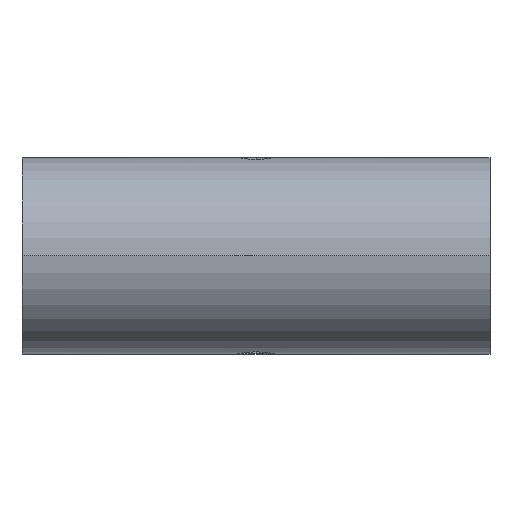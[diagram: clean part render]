
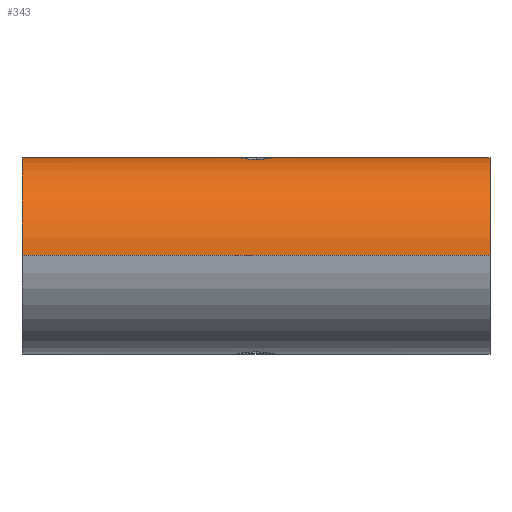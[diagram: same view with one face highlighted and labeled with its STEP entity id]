
A CAD part, top view. The second image highlights one B-rep face of the part: STEP entity #343.
In plain terms, the highlighted cylindrical face has radius 13 mm (diameter 26 mm), a partial arc.
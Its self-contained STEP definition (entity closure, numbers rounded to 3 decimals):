
#8 = AXIS2_PLACEMENT_3D ( 'NONE', #328, #581, #927 ) ;
#23 = ORIENTED_EDGE ( 'NONE', *, *, #695, .T. ) ;
#53 = ORIENTED_EDGE ( 'NONE', *, *, #817, .F. ) ;
#54 = CARTESIAN_POINT ( 'NONE',  ( 29.349, 12.863, 1.884 ) ) ;
#59 = CARTESIAN_POINT ( 'NONE',  ( 33.5, 13., 0.165 ) ) ;
#66 = CARTESIAN_POINT ( 'NONE',  ( 32.526, 12.848, 1.987 ) ) ;
#72 = CARTESIAN_POINT ( 'NONE',  ( 32.108, 12.805, 2.247 ) ) ;
#83 = CARTESIAN_POINT ( 'NONE',  ( 28.754, 12.953, 1.109 ) ) ;
#90 = ORIENTED_EDGE ( 'NONE', *, *, #405, .F. ) ;
#104 = VECTOR ( 'NONE', #176, 1000. ) ;
#111 = LINE ( 'NONE', #388, #1108 ) ;
#135 = CARTESIAN_POINT ( 'NONE',  ( 30.837, 12.757, 2.5 ) ) ;
#170 = CARTESIAN_POINT ( 'NONE',  ( 29.013, 12.911, 1.525 ) ) ;
#176 = DIRECTION ( 'NONE',  ( -1., 0., 0. ) ) ;
#203 = CARTESIAN_POINT ( 'NONE',  ( 62., 13., 0. ) ) ;
#209 = CARTESIAN_POINT ( 'NONE',  ( 62., 0., 0. ) ) ;
#230 = CARTESIAN_POINT ( 'NONE',  ( 28.516, 12.997, 0.33 ) ) ;
#239 = CARTESIAN_POINT ( 'NONE',  ( 33.5, 13., 0. ) ) ;
#240 = ORIENTED_EDGE ( 'NONE', *, *, #500, .F. ) ;
#260 = VECTOR ( 'NONE', #617, 1000. ) ;
#264 = CYLINDRICAL_SURFACE ( 'NONE', #544, 13. ) ;
#272 = LINE ( 'NONE', #947, #104 ) ;
#310 = CARTESIAN_POINT ( 'NONE',  ( 32.882, 12.895, 1.653 ) ) ;
#321 = EDGE_CURVE ( 'NONE', #988, #871, #880, .T. ) ;
#328 = CARTESIAN_POINT ( 'NONE',  ( 62., 0., 0. ) ) ;
#335 = CARTESIAN_POINT ( 'NONE',  ( 30.35, 12.773, 2.419 ) ) ;
#343 = ADVANCED_FACE ( 'NONE', ( #348 ), #264, .T. ) ;
#348 = FACE_OUTER_BOUND ( 'NONE', #1056, .T. ) ;
#388 = CARTESIAN_POINT ( 'NONE',  ( 0., 13., 0. ) ) ;
#395 = CARTESIAN_POINT ( 'NONE',  ( 30.671, 12.761, 2.484 ) ) ;
#401 = ORIENTED_EDGE ( 'NONE', *, *, #431, .F. ) ;
#405 = EDGE_CURVE ( 'NONE', #434, #1061, #111, .T. ) ;
#413 = CARTESIAN_POINT ( 'NONE',  ( 31., 12.757, 2.5 ) ) ;
#419 = CARTESIAN_POINT ( 'NONE',  ( 29.892, 12.805, 2.247 ) ) ;
#431 = EDGE_CURVE ( 'NONE', #871, #510, #858, .T. ) ;
#434 = VERTEX_POINT ( 'NONE', #239 ) ;
#448 = VERTEX_POINT ( 'NONE', #751 ) ;
#479 = CARTESIAN_POINT ( 'NONE',  ( 31., 12.757, 2.5 ) ) ;
#488 = CARTESIAN_POINT ( 'NONE',  ( 32.652, 12.863, 1.884 ) ) ;
#496 = CARTESIAN_POINT ( 'NONE',  ( 62., 0., 13. ) ) ;
#500 = EDGE_CURVE ( 'NONE', #510, #434, #973, .T. ) ;
#502 = CIRCLE ( 'NONE', #8, 13. ) ;
#503 = CARTESIAN_POINT ( 'NONE',  ( 31.657, 12.771, 2.434 ) ) ;
#507 = CIRCLE ( 'NONE', #559, 13. ) ;
#510 = VERTEX_POINT ( 'NONE', #413 ) ;
#513 = CARTESIAN_POINT ( 'NONE',  ( 29.116, 12.895, 1.652 ) ) ;
#544 = AXIS2_PLACEMENT_3D ( 'NONE', #209, #899, #991 ) ;
#559 = AXIS2_PLACEMENT_3D ( 'NONE', #943, #689, #1026 ) ;
#561 = CARTESIAN_POINT ( 'NONE',  ( 33.169, 12.94, 1.254 ) ) ;
#563 = CARTESIAN_POINT ( 'NONE',  ( 28.5, 13., 0. ) ) ;
#581 = DIRECTION ( 'NONE',  ( 1., 0., 0. ) ) ;
#584 = CARTESIAN_POINT ( 'NONE',  ( 30.194, 12.782, 2.372 ) ) ;
#596 = CARTESIAN_POINT ( 'NONE',  ( 28.628, 12.976, 0.806 ) ) ;
#617 = DIRECTION ( 'NONE',  ( 1., 0., 0. ) ) ;
#660 = CARTESIAN_POINT ( 'NONE',  ( 33.5, 13., 0. ) ) ;
#689 = DIRECTION ( 'NONE',  ( 1., 0., 0. ) ) ;
#695 = EDGE_CURVE ( 'NONE', #988, #448, #507, .T. ) ;
#731 = VERTEX_POINT ( 'NONE', #496 ) ;
#739 = ORIENTED_EDGE ( 'NONE', *, *, #760, .F. ) ;
#747 = CARTESIAN_POINT ( 'NONE',  ( 33.484, 12.997, 0.329 ) ) ;
#751 = CARTESIAN_POINT ( 'NONE',  ( 0., 0., 13. ) ) ;
#755 = CARTESIAN_POINT ( 'NONE',  ( 31., 12.757, 2.5 ) ) ;
#760 = EDGE_CURVE ( 'NONE', #1061, #731, #502, .T. ) ;
#817 = EDGE_CURVE ( 'NONE', #731, #448, #272, .T. ) ;
#835 = ORIENTED_EDGE ( 'NONE', *, *, #321, .F. ) ;
#840 = CARTESIAN_POINT ( 'NONE',  ( 33.42, 12.985, 0.649 ) ) ;
#858 = B_SPLINE_CURVE_WITH_KNOTS ( 'NONE', 3,
 ( #563, #911, #230, #941, #596, #83, #859, #170, #513, #54, #1005, #1104, #419, #584, #335, #395, #135, #479 ),
 .UNSPECIFIED., .F., .F.,
 ( 4, 2, 2, 2, 2, 2, 2, 2, 4 ),
 ( 0.004, 0.004, 0.005, 0.005, 0.006, 0.006, 0.007, 0.007, 0.008 ),
 .UNSPECIFIED. ) ;
#859 = CARTESIAN_POINT ( 'NONE',  ( 28.832, 12.94, 1.255 ) ) ;
#871 = VERTEX_POINT ( 'NONE', #1064 ) ;
#880 = LINE ( 'NONE', #1029, #260 ) ;
#899 = DIRECTION ( 'NONE',  ( -1., 0., 0. ) ) ;
#909 = CARTESIAN_POINT ( 'NONE',  ( 33.372, 12.976, 0.807 ) ) ;
#911 = CARTESIAN_POINT ( 'NONE',  ( 28.5, 13., 0.163 ) ) ;
#923 = CARTESIAN_POINT ( 'NONE',  ( 33.246, 12.953, 1.111 ) ) ;
#927 = DIRECTION ( 'NONE',  ( 0., 0., -1. ) ) ;
#932 = CARTESIAN_POINT ( 'NONE',  ( 32.988, 12.911, 1.525 ) ) ;
#941 = CARTESIAN_POINT ( 'NONE',  ( 28.581, 12.985, 0.65 ) ) ;
#943 = CARTESIAN_POINT ( 'NONE',  ( 0., 0., 0. ) ) ;
#947 = CARTESIAN_POINT ( 'NONE',  ( 62., 0., 13. ) ) ;
#973 = B_SPLINE_CURVE_WITH_KNOTS ( 'NONE', 3,
 ( #755, #1009, #503, #72, #1079, #66, #488, #310, #932, #561, #923, #909, #840, #747, #59, #660 ),
 .UNSPECIFIED., .F., .F.,
 ( 4, 2, 2, 2, 2, 2, 2, 4 ),
 ( 0.008, 0.009, 0.009, 0.01, 0.01, 0.011, 0.011, 0.012 ),
 .UNSPECIFIED. ) ;
#984 = DIRECTION ( 'NONE',  ( 1., 0., 0. ) ) ;
#988 = VERTEX_POINT ( 'NONE', #1058 ) ;
#991 = DIRECTION ( 'NONE',  ( 0., 0., 1. ) ) ;
#1005 = CARTESIAN_POINT ( 'NONE',  ( 29.475, 12.847, 1.988 ) ) ;
#1009 = CARTESIAN_POINT ( 'NONE',  ( 31.327, 12.757, 2.5 ) ) ;
#1026 = DIRECTION ( 'NONE',  ( 0., 0., -1. ) ) ;
#1029 = CARTESIAN_POINT ( 'NONE',  ( 0., 13., 0. ) ) ;
#1056 = EDGE_LOOP ( 'NONE', ( #53, #739, #90, #240, #401, #835, #23 ) ) ;
#1058 = CARTESIAN_POINT ( 'NONE',  ( 0., 13., 0. ) ) ;
#1061 = VERTEX_POINT ( 'NONE', #203 ) ;
#1064 = CARTESIAN_POINT ( 'NONE',  ( 28.5, 13., 0. ) ) ;
#1079 = CARTESIAN_POINT ( 'NONE',  ( 32.254, 12.818, 2.169 ) ) ;
#1104 = CARTESIAN_POINT ( 'NONE',  ( 29.745, 12.818, 2.168 ) ) ;
#1108 = VECTOR ( 'NONE', #984, 1000. ) ;
